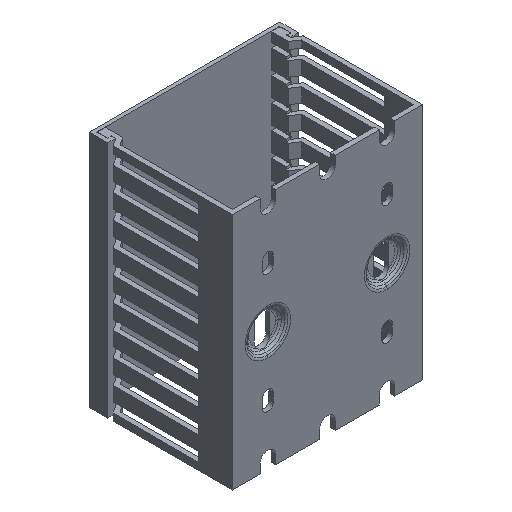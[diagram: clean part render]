
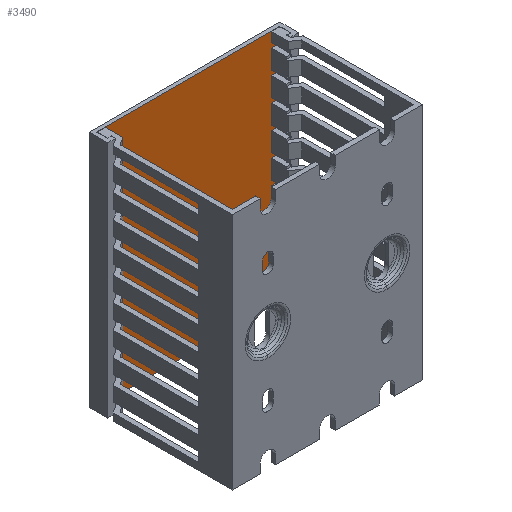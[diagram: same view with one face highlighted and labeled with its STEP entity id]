
A CAD part, isometric view. The second image highlights one B-rep face of the part: STEP entity #3490.
In plain terms, the highlighted planar face has unit normal (0, -1, 0).
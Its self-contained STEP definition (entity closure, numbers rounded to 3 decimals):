
#2887=DIRECTION('',(0.,0.,-1.));
#2888=VECTOR('',#2887,100.);
#2889=CARTESIAN_POINT('',(38.4,6.2,1000.));
#2890=LINE('',#2889,#2888);
#3111=DIRECTION('',(1.,0.,0.));
#3112=VECTOR('',#3111,76.8);
#3113=CARTESIAN_POINT('',(-38.4,6.2,900.));
#3114=LINE('',#3113,#3112);
#3118=DIRECTION('',(0.,0.,-1.));
#3119=VECTOR('',#3118,100.);
#3120=CARTESIAN_POINT('',(-38.4,6.2,1000.));
#3121=LINE('',#3120,#3119);
#3125=DIRECTION('',(-1.,0.,0.));
#3126=VECTOR('',#3125,76.8);
#3127=CARTESIAN_POINT('',(38.4,6.2,1000.));
#3128=LINE('',#3127,#3126);
#3133=CARTESIAN_POINT('',(38.4,6.2,1000.));
#3135=VERTEX_POINT('',#3133);
#3138=CARTESIAN_POINT('',(-38.4,6.2,1000.));
#3140=VERTEX_POINT('',#3138);
#3157=CARTESIAN_POINT('',(38.4,6.2,900.));
#3159=VERTEX_POINT('',#3157);
#3162=CARTESIAN_POINT('',(-38.4,6.2,900.));
#3163=VERTEX_POINT('',#3162);
#3479=CARTESIAN_POINT('',(-38.4,6.2,-1000.));
#3480=DIRECTION('',(0.,1.,0.));
#3481=DIRECTION('',(0.,0.,1.));
#3482=AXIS2_PLACEMENT_3D('',#3479,#3480,#3481);
#3483=PLANE('',#3482);
#3484=ORIENTED_EDGE('',*,*,#3229,.F.);
#3485=ORIENTED_EDGE('',*,*,#3308,.F.);
#3486=ORIENTED_EDGE('',*,*,#3287,.F.);
#3487=ORIENTED_EDGE('',*,*,#3187,.T.);
#3488=EDGE_LOOP('',(#3484,#3485,#3486,#3487));
#3489=FACE_OUTER_BOUND('',#3488,.F.);
#3187=EDGE_CURVE('',#3135,#3159,#2890,.T.);
#3229=EDGE_CURVE('',#3163,#3159,#3114,.T.);
#3287=EDGE_CURVE('',#3135,#3140,#3128,.T.);
#3308=EDGE_CURVE('',#3140,#3163,#3121,.T.);
#3490=ADVANCED_FACE('',(#3489),#3483,.F.);
